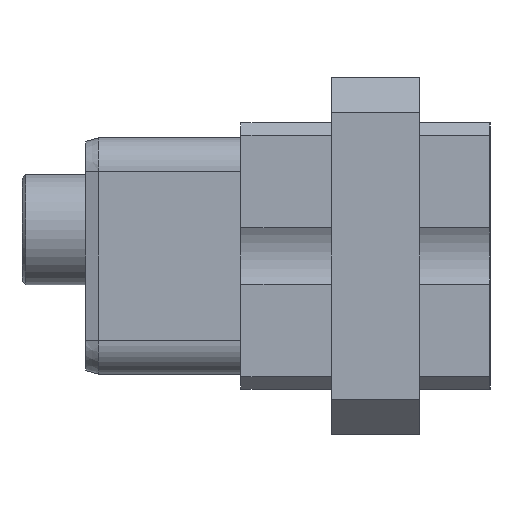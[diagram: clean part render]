
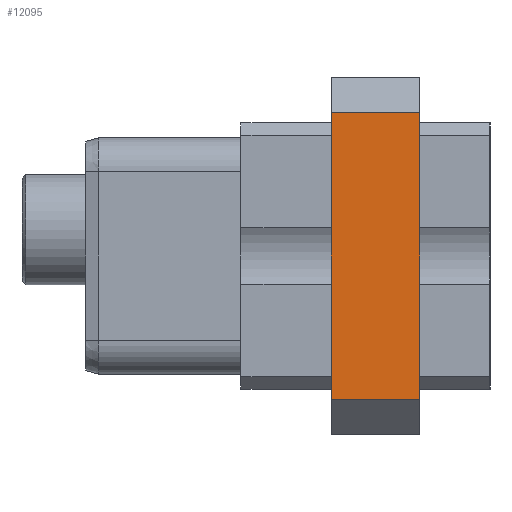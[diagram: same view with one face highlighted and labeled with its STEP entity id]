
A CAD part, left-side view. The second image highlights one B-rep face of the part: STEP entity #12095.
In plain terms, the highlighted planar face has unit normal (-1, 0, 0).
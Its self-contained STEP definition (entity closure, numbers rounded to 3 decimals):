
#295=DIRECTION('',(0.,0.,1.));
#296=VECTOR('',#295,16.302);
#297=CARTESIAN_POINT('',(-28.726,-10.156,-8.151));
#298=LINE('',#297,#296);
#487=DIRECTION('',(0.,1.,0.));
#488=VECTOR('',#487,5.032);
#489=CARTESIAN_POINT('',(-28.726,-10.156,8.151));
#490=LINE('',#489,#488);
#491=DIRECTION('',(0.,0.,1.));
#492=VECTOR('',#491,16.302);
#493=CARTESIAN_POINT('',(-28.726,-5.124,-8.151));
#494=LINE('',#493,#492);
#495=DIRECTION('',(0.,-1.,0.));
#496=VECTOR('',#495,5.032);
#497=CARTESIAN_POINT('',(-28.726,-5.124,-8.151));
#498=LINE('',#497,#496);
#9991=CARTESIAN_POINT('',(-28.726,-5.124,8.151));
#9993=VERTEX_POINT('',#9991);
#9996=CARTESIAN_POINT('',(-28.726,-5.124,-8.151));
#9998=VERTEX_POINT('',#9996);
#10007=CARTESIAN_POINT('',(-28.726,-10.156,8.151));
#10009=VERTEX_POINT('',#10007);
#10012=CARTESIAN_POINT('',(-28.726,-10.156,-8.151));
#10014=VERTEX_POINT('',#10012);
#12082=CARTESIAN_POINT('',(-28.726,-5.65,-10.14));
#12083=DIRECTION('',(-1.,0.,0.));
#12084=DIRECTION('',(0.,0.,1.));
#12085=AXIS2_PLACEMENT_3D('',#12082,#12083,#12084);
#12086=PLANE('',#12085);
#12087=ORIENTED_EDGE('',*,*,#11906,.F.);
#12089=ORIENTED_EDGE('',*,*,#12088,.F.);
#12091=ORIENTED_EDGE('',*,*,#12090,.T.);
#12092=ORIENTED_EDGE('',*,*,#12075,.F.);
#12093=EDGE_LOOP('',(#12087,#12089,#12091,#12092));
#12094=FACE_OUTER_BOUND('',#12093,.F.);
#12095=ADVANCED_FACE('',(#12094),#12086,.T.);
#11906=EDGE_CURVE('',#10014,#10009,#298,.T.);
#12075=EDGE_CURVE('',#10009,#9993,#490,.T.);
#12088=EDGE_CURVE('',#9998,#10014,#498,.T.);
#12090=EDGE_CURVE('',#9998,#9993,#494,.T.);
